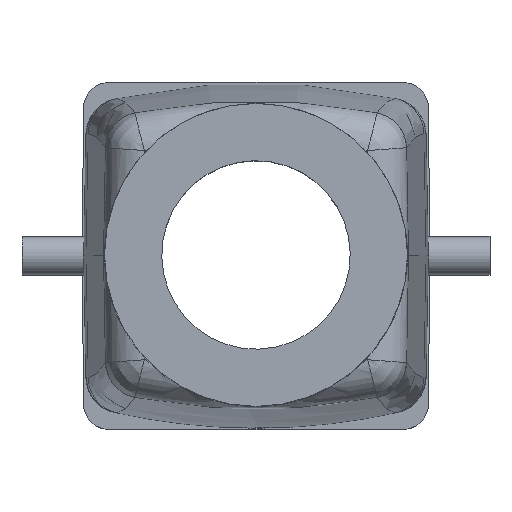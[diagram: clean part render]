
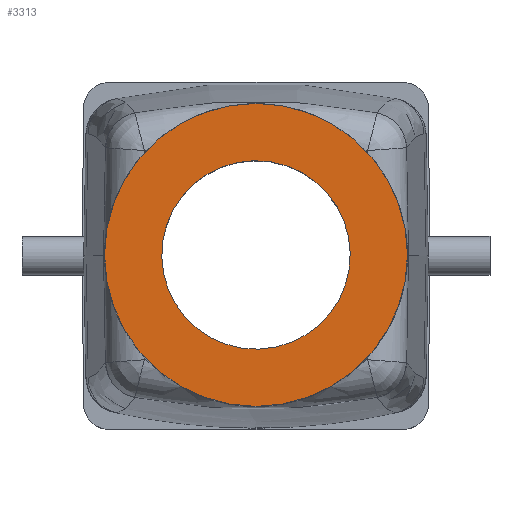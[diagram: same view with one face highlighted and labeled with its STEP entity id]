
A CAD part, top view. The second image highlights one B-rep face of the part: STEP entity #3313.
In plain terms, the highlighted planar face has unit normal (0, 0, 1).
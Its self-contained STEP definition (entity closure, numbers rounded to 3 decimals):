
#2355=AXIS2_PLACEMENT_3D('Circle Axis2P3D',#2353,#2354,$) ;
#2441=AXIS2_PLACEMENT_3D('Circle Axis2P3D',#2439,#2440,$) ;
#3289=AXIS2_PLACEMENT_3D('Plane Axis2P3D',#3286,#3287,#3288) ;
#3297=AXIS2_PLACEMENT_3D('Circle Axis2P3D',#3295,#3296,$) ;
#3306=AXIS2_PLACEMENT_3D('Circle Axis2P3D',#3304,#3305,$) ;
#2350=CARTESIAN_POINT('Vertex',(18.,25.,51.)) ;
#2353=CARTESIAN_POINT('Axis2P3D Location',(18.,13.35,51.)) ;
#2357=CARTESIAN_POINT('Vertex',(18.,1.7,51.)) ;
#2439=CARTESIAN_POINT('Axis2P3D Location',(18.,13.35,51.)) ;
#3286=CARTESIAN_POINT('Axis2P3D Location',(18.,13.35,51.)) ;
#3295=CARTESIAN_POINT('Axis2P3D Location',(18.,13.35,51.)) ;
#3299=CARTESIAN_POINT('Vertex',(14.524,6.988,51.)) ;
#3301=CARTESIAN_POINT('Vertex',(21.476,19.712,51.)) ;
#3304=CARTESIAN_POINT('Axis2P3D Location',(18.,13.35,51.)) ;
#2354=DIRECTION('Axis2P3D Direction',(0.,-0.,1.)) ;
#2440=DIRECTION('Axis2P3D Direction',(0.,-0.,1.)) ;
#3287=DIRECTION('Axis2P3D Direction',(0.,-0.,1.)) ;
#3288=DIRECTION('Axis2P3D XDirection',(0.,1.,0.)) ;
#3296=DIRECTION('Axis2P3D Direction',(0.,-0.,1.)) ;
#3305=DIRECTION('Axis2P3D Direction',(0.,-0.,1.)) ;
#3292=ORIENTED_EDGE('',*,*,#2443,.T.) ;
#3293=ORIENTED_EDGE('',*,*,#2359,.T.) ;
#3310=ORIENTED_EDGE('',*,*,#3303,.F.) ;
#3311=ORIENTED_EDGE('',*,*,#3308,.F.) ;
#3312=FACE_BOUND('',#3309,.T.) ;
#3313=ADVANCED_FACE('Hauptk\X2\00F6\X0\rper',(#3294,#3312),#3290,.T.) ;
#2356=CIRCLE('generated circle',#2355,11.65) ;
#2442=CIRCLE('generated circle',#2441,11.65) ;
#3298=CIRCLE('generated circle',#3297,7.25) ;
#3307=CIRCLE('generated circle',#3306,7.25) ;
#2359=EDGE_CURVE('',#2358,#2351,#2356,.T.) ;
#2443=EDGE_CURVE('',#2351,#2358,#2442,.T.) ;
#3303=EDGE_CURVE('',#3300,#3302,#3298,.T.) ;
#3308=EDGE_CURVE('',#3302,#3300,#3307,.T.) ;
#3291=EDGE_LOOP('',(#3292,#3293)) ;
#3309=EDGE_LOOP('',(#3310,#3311)) ;
#3294=FACE_OUTER_BOUND('',#3291,.T.) ;
#3290=PLANE('',#3289) ;
#2351=VERTEX_POINT('',#2350) ;
#2358=VERTEX_POINT('',#2357) ;
#3300=VERTEX_POINT('',#3299) ;
#3302=VERTEX_POINT('',#3301) ;
